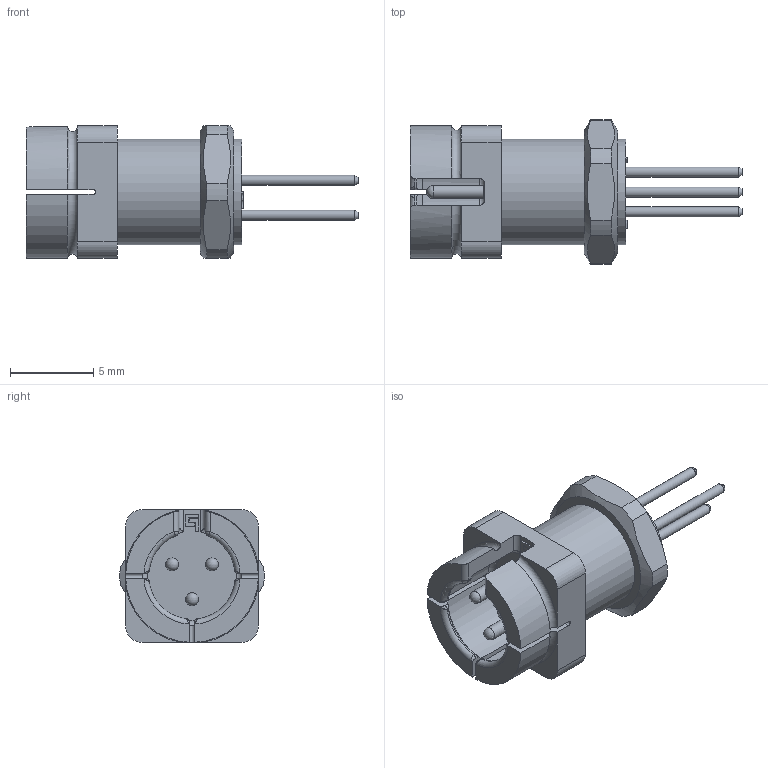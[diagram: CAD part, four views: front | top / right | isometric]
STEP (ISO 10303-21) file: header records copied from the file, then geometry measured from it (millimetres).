
FILE_DESCRIPTION(/* description */ (''),/* implementation_level */ '2;1');
FILE_NAME(/* name */ '09 9749 20 03 001_00-3pol. Flanschstecker.stp',/* time_stamp */ '2017-08-23T12:46:35+02:00',/* author */ (''),/* organization */ (''),/* preprocessor_version */ 'ST-DEVELOPER v16',/* originating_system */ 'SIEMENS PLM Software NX 11.0',/* authorisation */ '');
FILE_SCHEMA (('AUTOMOTIVE_DESIGN { 1 0 10303 214 3 1 1 1 }'));
Length unit declared in the file: millimetre
Products named in the file (1): cerl0A2847214s26
Bounding box: 20 x 8.69 x 8 mm (x, y, z)
Volume: 473 mm3; surface area: 779.8 mm2
Topology: 2 solids, 8 shells, 167 faces, 425 edges, 267 vertices
Faces by surface type: plane 61, cylinder 54, cone 26, torus 9, bspline 6, extrusion 6, sphere 5
Full cylindrical faces by diameter (mm): 0.6 x3, 0.78 x3, 1.1 x3, 1.15 x6, 5.385 x1, 6.35 x1
Entity records: 5406 total; most frequent: CARTESIAN_POINT 1787, ORIENTED_EDGE 706, DIRECTION 698, EDGE_CURVE 353, AXIS2_PLACEMENT_3D 273, VERTEX_POINT 246, EDGE_LOOP 225, ADVANCED_FACE 167
